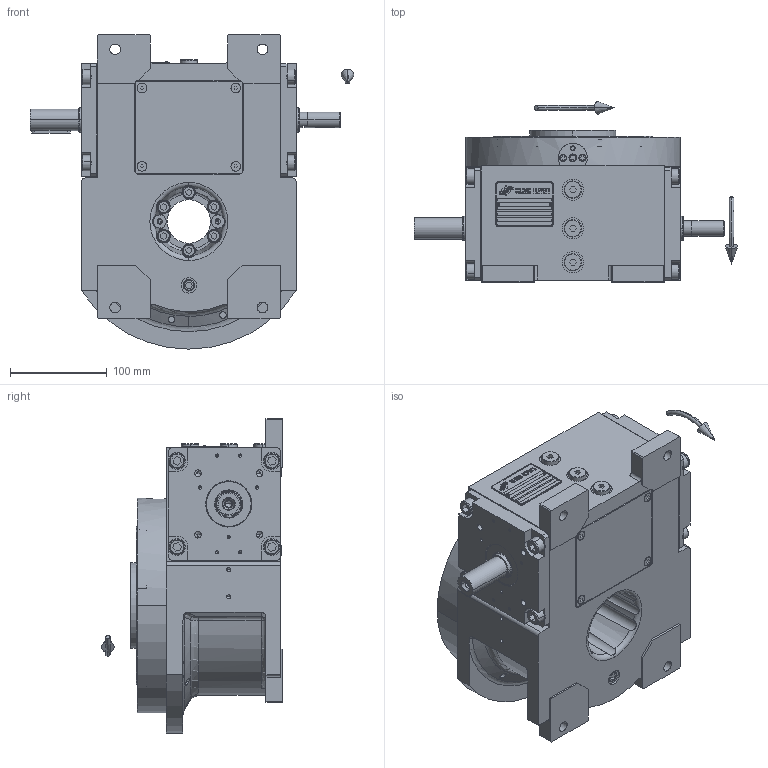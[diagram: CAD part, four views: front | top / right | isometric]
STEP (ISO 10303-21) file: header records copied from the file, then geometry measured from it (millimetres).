
FILE_DESCRIPTION (( 'STEP AP203' ), '1' );
FILE_NAME ('PC5200598.step', '2024-09-05T13:50:44', ( '' ), ( '' ), 'SwSTEP 2.0', 'SolidWorks 2020', '' );
FILE_SCHEMA (( 'CONFIG_CONTROL_DESIGN' ));
Length unit declared in the file: millimetre
Products named in the file (80): cfn2155_01_056; rig06_005_n_01; AS_rig06_016; cfn2000_01_103; cfn2151_01_290; CFN2203_02_001^rig06_071_06_m_asm(2)_rig06_071_06_m_asm.stp; AS_rig06_071_6_m; cfn2003_01_054; cfn2000_01_124; AS_900_38_30_003; freccia_angolare_albero; cfn2155_01_303; olio_agip_blasia_150; cfn2151_01_109; cfn2128_04_004; CFN2010_02_002^rig06_071_06_m_asm(2)_rig06_071_06_m_asm.stp; AS_rig06_017; 900_38_30_003; cfn2000_01_126; CFN2000_01_185^RIG06_005_ASM_rig06_071_06_m_asm(2)_rig06_071_06_m_asm.stp; cfn2158_01_010; cfn2476_01_002_60x46; cfn2000_01_161; freccia_angolare; RIG06_021_AF0^RIG06_005_ASM_rig06_071_06_m_asm(2)_rig06_071_06_m_asm.stp; rig06_004_s_001; rig06_016; cfn2128_19_002; CFN2356_03_047^rig06_071_06_m_asm(2)_rig06_071_06_m_asm.stp; cfn2104_01_016; cfn2115_02_165; cfn2077_01_018; cfn2201_01_040; AS_rig06_002_bc; cfn2205_01_013; rig06_071_06_m_asm.stp; AS_rig06_004_s_001; rig06_002_bc; cfn2107_01_001; cfn2158_01_011 ...
Assembly tree (71 placements, depth 5):
  cfn2151_01_290
  CFN2203_02_001^rig06_071_06_m_asm(2)_rig06_071_06_m_asm.stp
  olio_agip_blasia_150
  cfn2151_01_109
  cfn2158_01_010
Bounding box: 334.5 x 187 x 325 mm (x, y, z)
Volume: 2300603.7 mm3; surface area: 752624.6 mm2
Topology: 62 solids, 62 shells, 1992 faces, 4940 edges, 3170 vertices
Faces by surface type: plane 1021, cylinder 635, cone 306, torus 18, bspline 6, sphere 6
Entity records: 68453 total; most frequent: CARTESIAN_POINT 14972, DIRECTION 9515, ORIENTED_EDGE 9160, EDGE_CURVE 4580, AXIS2_PLACEMENT_3D 3276, VERTEX_POINT 2989, LINE 2963, VECTOR 2963
